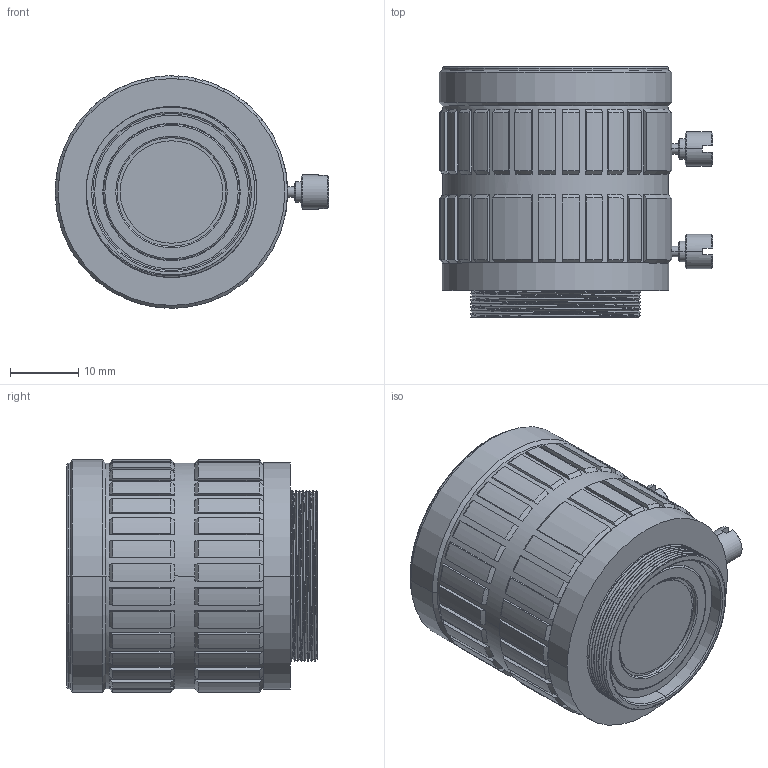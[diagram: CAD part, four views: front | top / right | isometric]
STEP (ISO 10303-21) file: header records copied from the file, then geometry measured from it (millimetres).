
FILE_DESCRIPTION((''),'2;1');
FILE_NAME('LN047','2021-05-26T13:22:59',('Arducam'),(''),'CREO PARAMETRIC BY PTC INC, 2019080','CREO PARAMETRIC BY PTC INC, 2019080','');
FILE_SCHEMA(('AUTOMOTIVE_DESIGN { 1 0 10303 214 1 1 1 1 }'));
Length unit declared in the file: millimetre
Products named in the file (1): LN047
Bounding box: 40 x 36.6 x 34 mm (x, y, z)
Volume: 23175.6 mm3; surface area: 9466.1 mm2
Topology: 2 solids, 3 shells, 376 faces, 911 edges, 579 vertices
Faces by surface type: plane 127, cylinder 115, cone 112, torus 10, bspline 10, sphere 2
Entity records: 17709 total; most frequent: CARTESIAN_POINT 6313, ORIENTED_EDGE 1818, DIRECTION 1809, EDGE_CURVE 909, AXIS2_PLACEMENT_3D 708, VERTEX_POINT 579, EDGE_LOOP 416, VECTOR 393
